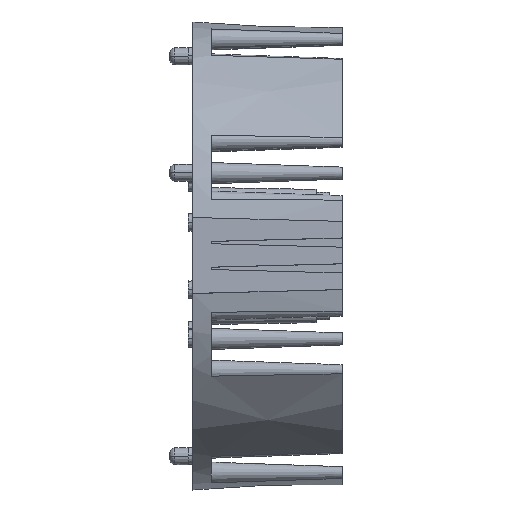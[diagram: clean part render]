
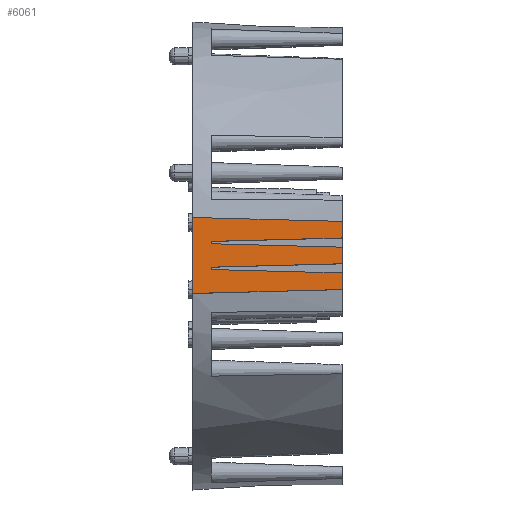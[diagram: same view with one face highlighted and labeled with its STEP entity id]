
A CAD part, top view. The second image highlights one B-rep face of the part: STEP entity #6061.
In plain terms, the highlighted planar face has unit normal (0.026, 0, 1).
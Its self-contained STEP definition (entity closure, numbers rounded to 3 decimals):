
#111=DIRECTION('',(-0.999,-0.026,0.026));
#112=VECTOR('',#111,14.21);
#113=CARTESIAN_POINT('',(16.583,1.9,34.825));
#114=LINE('',#113,#112);
#118=DIRECTION('',(0.,1.,0.));
#119=VECTOR('',#118,0.256);
#120=CARTESIAN_POINT('',(2.383,1.272,35.197));
#121=LINE('',#120,#119);
#125=DIRECTION('',(-0.999,0.026,0.026));
#126=VECTOR('',#125,14.21);
#127=CARTESIAN_POINT('',(16.583,0.9,34.825));
#128=LINE('',#127,#126);
#132=DIRECTION('',(0.,1.,0.));
#133=VECTOR('',#132,0.256);
#134=CARTESIAN_POINT('',(2.383,-1.528,35.197));
#135=LINE('',#134,#133);
#139=DIRECTION('',(-0.999,0.026,0.026));
#140=VECTOR('',#139,14.21);
#141=CARTESIAN_POINT('',(16.583,-1.9,34.825));
#142=LINE('',#141,#140);
#146=DIRECTION('',(0.,1.,0.));
#147=VECTOR('',#146,8.248);
#148=CARTESIAN_POINT('',(0.383,-4.124,35.249));
#149=LINE('',#148,#147);
#153=DIRECTION('',(-0.999,0.026,0.026));
#154=VECTOR('',#153,16.211);
#155=CARTESIAN_POINT('',(16.583,3.7,34.825));
#156=LINE('',#155,#154);
#213=DIRECTION('',(-0.999,-0.026,0.026));
#214=VECTOR('',#213,14.21);
#215=CARTESIAN_POINT('',(16.583,-0.9,34.825));
#216=LINE('',#215,#214);
#241=DIRECTION('',(0.,-1.,0.));
#242=VECTOR('',#241,1.8);
#243=CARTESIAN_POINT('',(16.583,3.7,34.825));
#244=LINE('',#243,#242);
#269=DIRECTION('',(0.,-1.,0.));
#270=VECTOR('',#269,1.8);
#271=CARTESIAN_POINT('',(16.583,0.9,34.825));
#272=LINE('',#271,#270);
#290=DIRECTION('',(0.,1.,0.));
#291=VECTOR('',#290,1.8);
#292=CARTESIAN_POINT('',(16.583,-3.7,34.825));
#293=LINE('',#292,#291);
#3136=DIRECTION('',(-0.999,-0.026,0.026));
#3137=VECTOR('',#3136,16.211);
#3138=CARTESIAN_POINT('',(16.583,-3.7,34.825));
#3139=LINE('',#3138,#3137);
#5796=CARTESIAN_POINT('',(16.583,3.7,34.825));
#5797=CARTESIAN_POINT('',(0.383,4.124,35.249));
#5798=VERTEX_POINT('',#5796);
#5799=VERTEX_POINT('',#5797);
#5800=CARTESIAN_POINT('',(16.583,-3.7,34.825));
#5801=CARTESIAN_POINT('',(0.383,-4.124,35.249));
#5802=VERTEX_POINT('',#5800);
#5803=VERTEX_POINT('',#5801);
#5804=CARTESIAN_POINT('',(16.583,1.9,34.825));
#5806=VERTEX_POINT('',#5804);
#5810=CARTESIAN_POINT('',(16.583,-0.9,34.825));
#5812=VERTEX_POINT('',#5810);
#5816=CARTESIAN_POINT('',(16.583,0.9,34.825));
#5817=VERTEX_POINT('',#5816);
#5818=CARTESIAN_POINT('',(16.583,-1.9,34.825));
#5819=VERTEX_POINT('',#5818);
#5880=CARTESIAN_POINT('',(2.383,1.528,35.197));
#5881=VERTEX_POINT('',#5880);
#5882=CARTESIAN_POINT('',(2.383,1.272,35.197));
#5883=VERTEX_POINT('',#5882);
#5884=CARTESIAN_POINT('',(2.383,-1.272,35.197));
#5885=VERTEX_POINT('',#5884);
#5886=CARTESIAN_POINT('',(2.383,-1.528,35.197));
#5887=VERTEX_POINT('',#5886);
#6034=CARTESIAN_POINT('',(16.583,5.675,34.825));
#6035=DIRECTION('',(0.026,0.,1.));
#6036=DIRECTION('',(0.,-1.,0.));
#6037=AXIS2_PLACEMENT_3D('',#6034,#6035,#6036);
#6038=PLANE('',#6037);
#6039=ORIENTED_EDGE('',*,*,#5982,.F.);
#6041=ORIENTED_EDGE('',*,*,#6040,.F.);
#6043=ORIENTED_EDGE('',*,*,#6042,.T.);
#6045=ORIENTED_EDGE('',*,*,#6044,.T.);
#6046=ORIENTED_EDGE('',*,*,#5974,.F.);
#6047=ORIENTED_EDGE('',*,*,#5954,.F.);
#6049=ORIENTED_EDGE('',*,*,#6048,.F.);
#6051=ORIENTED_EDGE('',*,*,#6050,.T.);
#6053=ORIENTED_EDGE('',*,*,#6052,.T.);
#6055=ORIENTED_EDGE('',*,*,#6054,.F.);
#6057=ORIENTED_EDGE('',*,*,#6056,.T.);
#6058=ORIENTED_EDGE('',*,*,#6027,.T.);
#6059=EDGE_LOOP('',(#6039,#6041,#6043,#6045,#6046,#6047,#6049,#6051,#6053,#6055,
#6057,#6058));
#6060=FACE_OUTER_BOUND('',#6059,.F.);
#6061=ADVANCED_FACE('',(#6060),#6038,.T.);
#5954=EDGE_CURVE('',#5819,#5887,#142,.T.);
#5974=EDGE_CURVE('',#5887,#5885,#135,.T.);
#5982=EDGE_CURVE('',#5883,#5881,#121,.T.);
#6027=EDGE_CURVE('',#5806,#5881,#114,.T.);
#6040=EDGE_CURVE('',#5817,#5883,#128,.T.);
#6042=EDGE_CURVE('',#5817,#5812,#272,.T.);
#6044=EDGE_CURVE('',#5812,#5885,#216,.T.);
#6048=EDGE_CURVE('',#5802,#5819,#293,.T.);
#6050=EDGE_CURVE('',#5802,#5803,#3139,.T.);
#6052=EDGE_CURVE('',#5803,#5799,#149,.T.);
#6054=EDGE_CURVE('',#5798,#5799,#156,.T.);
#6056=EDGE_CURVE('',#5798,#5806,#244,.T.);
